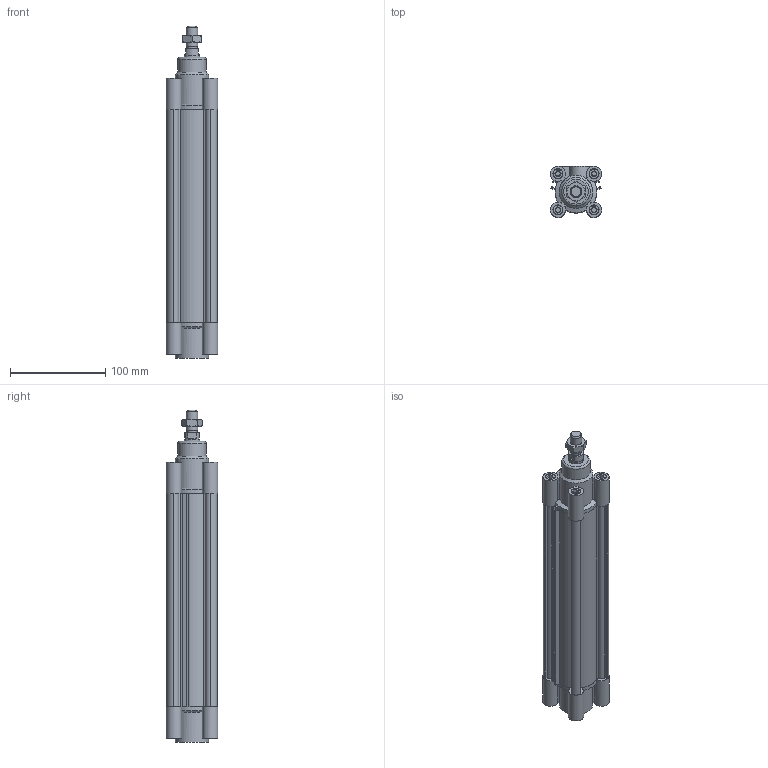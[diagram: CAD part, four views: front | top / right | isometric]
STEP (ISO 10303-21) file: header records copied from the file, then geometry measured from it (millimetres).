
FILE_DESCRIPTION(/* description */ ('Unknown'),/* implementation_level */ '2;1');
FILE_NAME(/* name */ '1391.40.185.01',/* time_stamp */ '2020-08-12T10:31:53-04:00',/* author */ ('Unknown'),/* organization */ ('Unknown'),/* preprocessor_version */ 'ST-DEVELOPER v16.7',/* originating_system */ 'Solid Edge',/* authorisation */ 'Unknown');
FILE_SCHEMA (('AUTOMOTIVE_DESIGN {1 0 10303 214 3 1 1}'));
Length unit declared in the file: millimetre
Products named in the file (6): 1391.40.185.01; CPL040_004-200; CPL040-001-01; CPL040-002-01; CPL_40_0200; 1320_40_18F
Assembly tree (5 placements, depth 2):
  1391.40.185.01
    CPL040_004-200
    CPL040-001-01
    CPL040-002-01
    CPL_40_0200
    1320_40_18F
Bounding box: 54 x 54 x 349 mm (x, y, z)
Volume: 385758.6 mm3; surface area: 177950.5 mm2
Topology: 5 solids, 5 shells, 316 faces, 777 edges, 511 vertices
Faces by surface type: plane 200, cylinder 91, cone 24, torus 1
Full cylindrical faces by diameter (mm): 5 x8, 5.5 x4, 8 x2, 10 x8, 10.5 x9, 10.8 x1, 11.6 x2, 12 x1, 15.5 x1, 16 x2, 30 x1, 35 x2, 40 x4
Entity records: 9229 total; most frequent: CARTESIAN_POINT 1678, DIRECTION 1552, ORIENTED_EDGE 1442, EDGE_CURVE 721, AXIS2_PLACEMENT_3D 551, VERTEX_POINT 507, LINE 450, VECTOR 450
